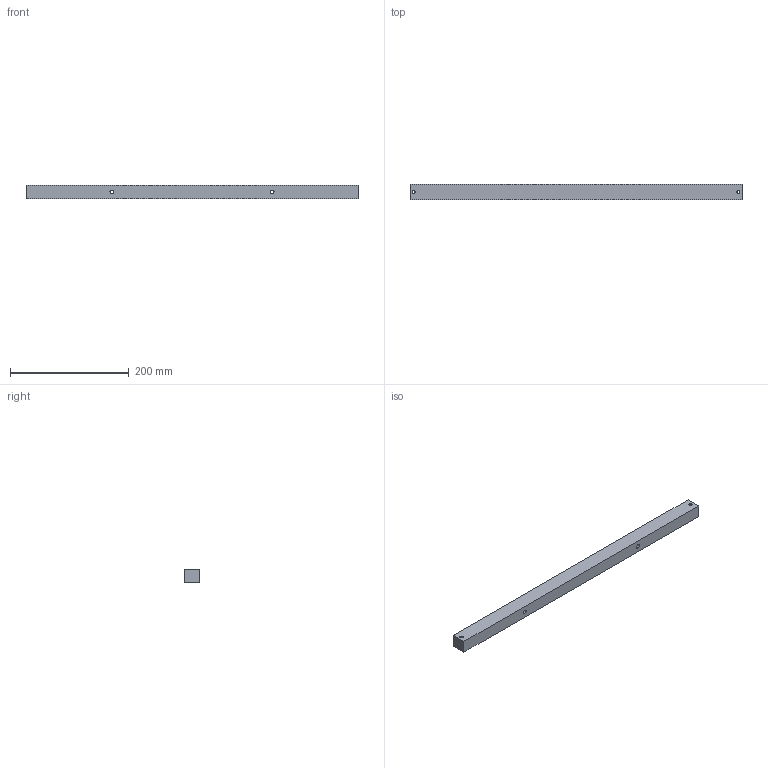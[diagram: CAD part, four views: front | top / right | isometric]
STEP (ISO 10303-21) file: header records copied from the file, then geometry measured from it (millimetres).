
FILE_DESCRIPTION (( 'STEP AP203' ), '1' );
FILE_NAME ('4400-23-P-0128 ( 2 piezas - acero solido ).STEP', '2023-03-05T00:33:10', ( '' ), ( '' ), 'SwSTEP 2.0', 'SolidWorks 2022', '' );
FILE_SCHEMA (( 'CONFIG_CONTROL_DESIGN' ));
Length unit declared in the file: inch
Products named in the file (1): 4400-23-P-0128 ( 2 piezas - acero solido )
Bounding box: 558.8 x 25.4 x 22.07 mm (x, y, z)
Volume: 310458 mm3; surface area: 56275.2 mm2
Topology: 1 solids, 1 shells, 90 faces, 258 edges, 170 vertices
Faces by surface type: cylinder 76, plane 8, bspline 6
Entity records: 8635 total; most frequent: CARTESIAN_POINT 6643, ORIENTED_EDGE 516, DIRECTION 288, EDGE_CURVE 258, VERTEX_POINT 170, EDGE_LOOP 98, AXIS2_PLACEMENT_3D 97, LINE 94
